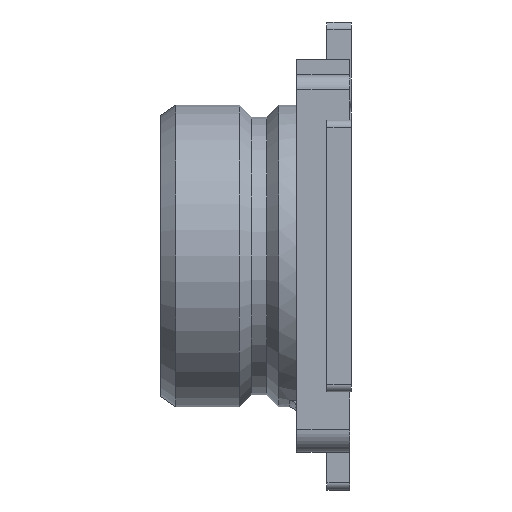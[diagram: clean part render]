
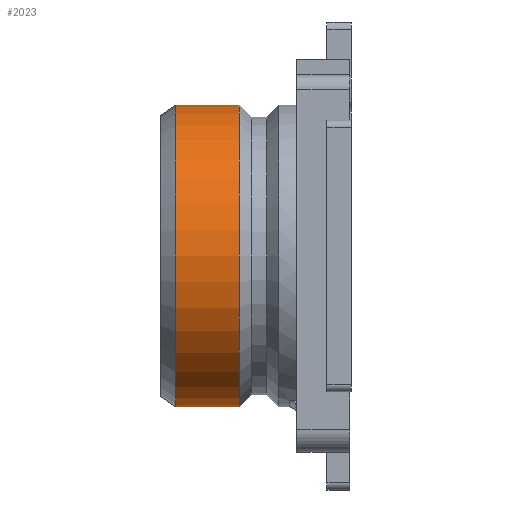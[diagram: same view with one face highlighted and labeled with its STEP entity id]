
A CAD part, left-side view. The second image highlights one B-rep face of the part: STEP entity #2023.
In plain terms, the highlighted cylindrical face has radius 1 mm (diameter 2 mm), a partial arc.
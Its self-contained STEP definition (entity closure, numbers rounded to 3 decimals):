
#46 = AXIS2_PLACEMENT_3D ( 'NONE', #1451, #3953, #2529 ) ;
#83 = VECTOR ( 'NONE', #2041, 1000. ) ;
#88 = ORIENTED_EDGE ( 'NONE', *, *, #980, .T. ) ;
#180 = CARTESIAN_POINT ( 'NONE',  ( 0., 0.73, -1. ) ) ;
#315 = VERTEX_POINT ( 'NONE', #3492 ) ;
#545 = CARTESIAN_POINT ( 'NONE',  ( 0., 1.15, -1. ) ) ;
#548 = FACE_OUTER_BOUND ( 'NONE', #4304, .T. ) ;
#564 = DIRECTION ( 'NONE',  ( 0., 0., -1. ) ) ;
#647 = CARTESIAN_POINT ( 'NONE',  ( 0., 0.73, 0. ) ) ;
#693 = VERTEX_POINT ( 'NONE', #545 ) ;
#742 = VERTEX_POINT ( 'NONE', #1677 ) ;
#980 = EDGE_CURVE ( 'NONE', #693, #3762, #1529, .T. ) ;
#998 = CARTESIAN_POINT ( 'NONE',  ( 0., 5.328, 1. ) ) ;
#1155 = CIRCLE ( 'NONE', #46, 1. ) ;
#1165 = EDGE_CURVE ( 'NONE', #693, #742, #1155, .T. ) ;
#1302 = CARTESIAN_POINT ( 'NONE',  ( 0., 5.328, 0. ) ) ;
#1304 = ORIENTED_EDGE ( 'NONE', *, *, #1165, .F. ) ;
#1355 = CYLINDRICAL_SURFACE ( 'NONE', #2935, 1. ) ;
#1451 = CARTESIAN_POINT ( 'NONE',  ( 0., 1.15, 0. ) ) ;
#1529 = B_SPLINE_CURVE_WITH_KNOTS ( 'NONE', 3,
 ( #2978, #3346, #1595, #180 ),
 .UNSPECIFIED., .F., .F.,
 ( 4, 4 ),
 ( 0., 1. ),
 .UNSPECIFIED. ) ;
#1595 = CARTESIAN_POINT ( 'NONE',  ( 0., 0.87, -1. ) ) ;
#1677 = CARTESIAN_POINT ( 'NONE',  ( 0., 1.15, 1. ) ) ;
#2023 = ADVANCED_FACE ( 'NONE', ( #548 ), #1355, .T. ) ;
#2041 = DIRECTION ( 'NONE',  ( 0., 1., 0. ) ) ;
#2195 = ORIENTED_EDGE ( 'NONE', *, *, #3375, .T. ) ;
#2353 = AXIS2_PLACEMENT_3D ( 'NONE', #647, #3079, #3813 ) ;
#2529 = DIRECTION ( 'NONE',  ( 0., 0., -1. ) ) ;
#2619 = CIRCLE ( 'NONE', #2353, 1. ) ;
#2764 = CARTESIAN_POINT ( 'NONE',  ( 0., 0.73, -1. ) ) ;
#2935 = AXIS2_PLACEMENT_3D ( 'NONE', #1302, #4473, #564 ) ;
#2978 = CARTESIAN_POINT ( 'NONE',  ( 0., 1.15, -1. ) ) ;
#3079 = DIRECTION ( 'NONE',  ( 0., 1., 0. ) ) ;
#3346 = CARTESIAN_POINT ( 'NONE',  ( 0., 1.01, -1. ) ) ;
#3368 = ORIENTED_EDGE ( 'NONE', *, *, #4233, .T. ) ;
#3375 = EDGE_CURVE ( 'NONE', #315, #742, #4324, .T. ) ;
#3492 = CARTESIAN_POINT ( 'NONE',  ( 0., 0.73, 1. ) ) ;
#3762 = VERTEX_POINT ( 'NONE', #2764 ) ;
#3813 = DIRECTION ( 'NONE',  ( 0., 0., -1. ) ) ;
#3953 = DIRECTION ( 'NONE',  ( 0., 1., 0. ) ) ;
#4233 = EDGE_CURVE ( 'NONE', #3762, #315, #2619, .T. ) ;
#4304 = EDGE_LOOP ( 'NONE', ( #3368, #2195, #1304, #88 ) ) ;
#4324 = LINE ( 'NONE', #998, #83 ) ;
#4473 = DIRECTION ( 'NONE',  ( 0., -1., 0. ) ) ;
